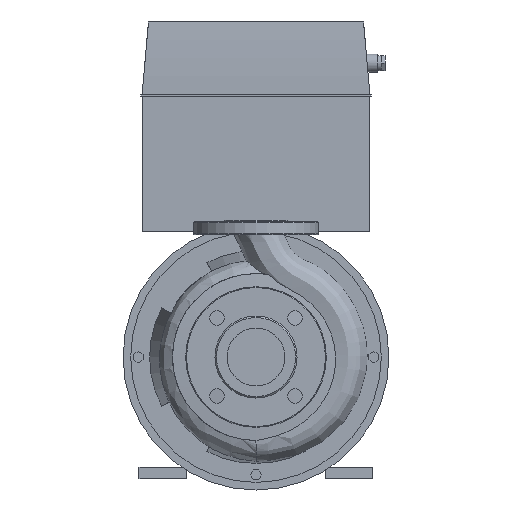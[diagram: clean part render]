
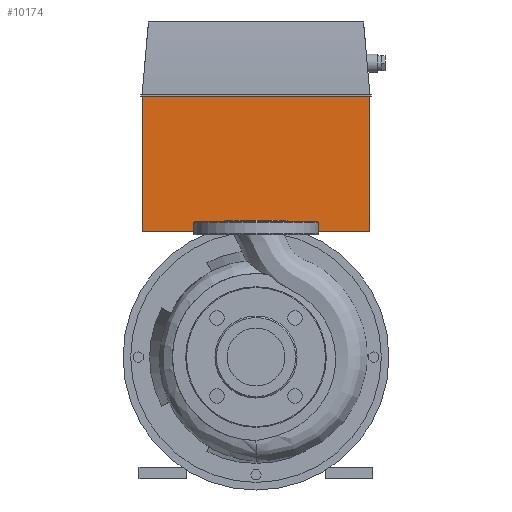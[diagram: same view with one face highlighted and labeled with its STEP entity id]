
A CAD part, left-side view. The second image highlights one B-rep face of the part: STEP entity #10174.
In plain terms, the highlighted planar face has unit normal (-1, 0, 0).
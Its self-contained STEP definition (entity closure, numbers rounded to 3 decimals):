
#939=LINE('',#21347,#1842);
#946=LINE('',#21365,#1849);
#949=LINE('',#21371,#1852);
#950=LINE('',#21372,#1853);
#1842=VECTOR('',#13965,10.);
#1849=VECTOR('',#13990,10.);
#1852=VECTOR('',#13995,10.);
#1853=VECTOR('',#13996,10.);
#2346=PLANE('',#11165);
#3064=FACE_OUTER_BOUND('',#3770,.T.);
#3770=EDGE_LOOP('',(#9390,#9391,#9392,#9393));
#5149=VERTEX_POINT('',#21343);
#5151=VERTEX_POINT('',#21346);
#5153=VERTEX_POINT('',#21364);
#5155=VERTEX_POINT('',#21370);
#6561=EDGE_CURVE('',#5151,#5149,#939,.T.);
#6570=EDGE_CURVE('',#5153,#5151,#946,.T.);
#6573=EDGE_CURVE('',#5149,#5155,#949,.T.);
#6574=EDGE_CURVE('',#5155,#5153,#950,.T.);
#9390=ORIENTED_EDGE('',*,*,#6561,.T.);
#9391=ORIENTED_EDGE('',*,*,#6573,.T.);
#9392=ORIENTED_EDGE('',*,*,#6574,.T.);
#9393=ORIENTED_EDGE('',*,*,#6570,.T.);
#10174=ADVANCED_FACE('',(#3064),#2346,.T.);
#11165=AXIS2_PLACEMENT_3D('',#21369,#13993,#13994);
#13965=DIRECTION('',(0.,1.,0.));
#13990=DIRECTION('',(0.,0.,1.));
#13993=DIRECTION('center_axis',(-1.,0.,0.));
#13994=DIRECTION('ref_axis',(0.,0.,1.));
#13995=DIRECTION('',(0.,0.,-1.));
#13996=DIRECTION('',(0.,-1.,0.));
#21343=CARTESIAN_POINT('',(304.7,150.,503.4));
#21346=CARTESIAN_POINT('',(304.7,-150.,503.4));
#21347=CARTESIAN_POINT('',(304.7,0.,503.4));
#21364=CARTESIAN_POINT('',(304.7,-150.,325.));
#21365=CARTESIAN_POINT('',(304.7,-150.,325.));
#21369=CARTESIAN_POINT('Origin',(304.7,0.,504.4));
#21370=CARTESIAN_POINT('',(304.7,150.,325.));
#21371=CARTESIAN_POINT('',(304.7,150.,325.));
#21372=CARTESIAN_POINT('',(304.7,0.,325.));
